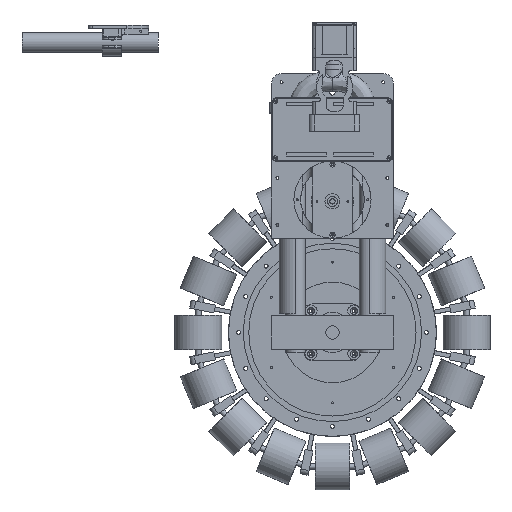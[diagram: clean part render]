
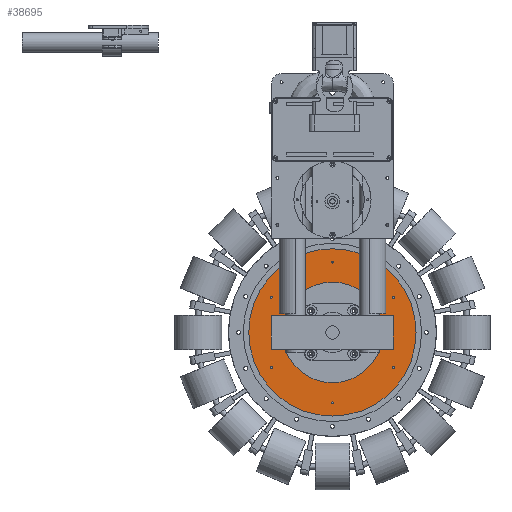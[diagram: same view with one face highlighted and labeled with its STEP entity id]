
A CAD part, left-side view. The second image highlights one B-rep face of the part: STEP entity #38695.
In plain terms, the highlighted planar face has unit normal (-1, 0, 0).
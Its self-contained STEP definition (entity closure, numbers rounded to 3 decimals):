
#895=FACE_BOUND('',#6521,.T.);
#896=FACE_BOUND('',#6522,.T.);
#897=FACE_BOUND('',#6523,.T.);
#898=FACE_BOUND('',#6524,.T.);
#899=FACE_BOUND('',#6525,.T.);
#900=FACE_BOUND('',#6526,.T.);
#901=FACE_BOUND('',#6527,.T.);
#2225=PLANE('',#42051);
#4086=FACE_OUTER_BOUND('',#6520,.T.);
#6520=EDGE_LOOP('',(#33845));
#6521=EDGE_LOOP('',(#33846));
#6522=EDGE_LOOP('',(#33847));
#6523=EDGE_LOOP('',(#33848));
#6524=EDGE_LOOP('',(#33849));
#6525=EDGE_LOOP('',(#33850));
#6526=EDGE_LOOP('',(#33851));
#6527=EDGE_LOOP('',(#33852));
#15710=CIRCLE('',#42043,75.);
#15712=CIRCLE('',#42046,1.5);
#15714=CIRCLE('',#42049,124.75);
#15716=CIRCLE('',#42052,1.5);
#15717=CIRCLE('',#42053,1.5);
#15718=CIRCLE('',#42054,1.5);
#15719=CIRCLE('',#42055,1.5);
#15720=CIRCLE('',#42056,1.5);
#19029=VERTEX_POINT('',#63519);
#19031=VERTEX_POINT('',#63525);
#19033=VERTEX_POINT('',#63531);
#19035=VERTEX_POINT('',#63537);
#19036=VERTEX_POINT('',#63539);
#19037=VERTEX_POINT('',#63541);
#19038=VERTEX_POINT('',#63543);
#19039=VERTEX_POINT('',#63545);
#24090=EDGE_CURVE('',#19029,#19029,#15710,.T.);
#24093=EDGE_CURVE('',#19031,#19031,#15712,.T.);
#24096=EDGE_CURVE('',#19033,#19033,#15714,.F.);
#24099=EDGE_CURVE('',#19035,#19035,#15716,.T.);
#24100=EDGE_CURVE('',#19036,#19036,#15717,.T.);
#24101=EDGE_CURVE('',#19037,#19037,#15718,.T.);
#24102=EDGE_CURVE('',#19038,#19038,#15719,.T.);
#24103=EDGE_CURVE('',#19039,#19039,#15720,.T.);
#33845=ORIENTED_EDGE('',*,*,#24096,.T.);
#33846=ORIENTED_EDGE('',*,*,#24090,.T.);
#33847=ORIENTED_EDGE('',*,*,#24099,.T.);
#33848=ORIENTED_EDGE('',*,*,#24100,.T.);
#33849=ORIENTED_EDGE('',*,*,#24101,.T.);
#33850=ORIENTED_EDGE('',*,*,#24102,.T.);
#33851=ORIENTED_EDGE('',*,*,#24103,.T.);
#33852=ORIENTED_EDGE('',*,*,#24093,.T.);
#38695=ADVANCED_FACE('',(#4086,#895,#896,#897,#898,#899,#900,#901),#2225,
 .T.);
#42043=AXIS2_PLACEMENT_3D('',#63520,#51378,#51379);
#42046=AXIS2_PLACEMENT_3D('',#63526,#51385,#51386);
#42049=AXIS2_PLACEMENT_3D('',#63532,#51392,#51393);
#42051=AXIS2_PLACEMENT_3D('',#63536,#51397,#51398);
#42052=AXIS2_PLACEMENT_3D('',#63538,#51399,#51400);
#42053=AXIS2_PLACEMENT_3D('',#63540,#51401,#51402);
#42054=AXIS2_PLACEMENT_3D('',#63542,#51403,#51404);
#42055=AXIS2_PLACEMENT_3D('',#63544,#51405,#51406);
#42056=AXIS2_PLACEMENT_3D('',#63546,#51407,#51408);
#51378=DIRECTION('center_axis',(1.,0.,0.));
#51379=DIRECTION('ref_axis',(0.,-1.,0.));
#51385=DIRECTION('center_axis',(1.,0.,0.));
#51386=DIRECTION('ref_axis',(0.,-1.,0.));
#51392=DIRECTION('center_axis',(1.,0.,0.));
#51393=DIRECTION('ref_axis',(0.,-1.,0.));
#51397=DIRECTION('center_axis',(-1.,0.,0.));
#51398=DIRECTION('ref_axis',(0.,-1.,0.));
#51399=DIRECTION('center_axis',(1.,0.,0.));
#51400=DIRECTION('ref_axis',(0.,-0.5,-0.866));
#51401=DIRECTION('center_axis',(1.,0.,0.));
#51402=DIRECTION('ref_axis',(0.,0.5,-0.866));
#51403=DIRECTION('center_axis',(1.,0.,0.));
#51404=DIRECTION('ref_axis',(0.,1.,0.));
#51405=DIRECTION('center_axis',(1.,0.,0.));
#51406=DIRECTION('ref_axis',(0.,0.5,0.866));
#51407=DIRECTION('center_axis',(1.,0.,0.));
#51408=DIRECTION('ref_axis',(0.,-0.5,0.866));
#63519=CARTESIAN_POINT('',(-59.,75.,0.));
#63520=CARTESIAN_POINT('Origin',(-59.,0.,0.));
#63525=CARTESIAN_POINT('',(-59.,1.5,105.));
#63526=CARTESIAN_POINT('Origin',(-59.,0.,105.));
#63531=CARTESIAN_POINT('',(-59.,124.75,0.));
#63532=CARTESIAN_POINT('Origin',(-59.,0.,0.));
#63536=CARTESIAN_POINT('Origin',(-59.,0.,0.));
#63537=CARTESIAN_POINT('',(-59.,-90.183,53.799));
#63538=CARTESIAN_POINT('Origin',(-59.,-90.933,52.5));
#63539=CARTESIAN_POINT('',(-59.,-91.683,-51.201));
#63540=CARTESIAN_POINT('Origin',(-59.,-90.933,-52.5));
#63541=CARTESIAN_POINT('',(-59.,-1.5,-105.));
#63542=CARTESIAN_POINT('Origin',(-59.,0.,-105.));
#63543=CARTESIAN_POINT('',(-59.,90.183,-53.799));
#63544=CARTESIAN_POINT('Origin',(-59.,90.933,-52.5));
#63545=CARTESIAN_POINT('',(-59.,91.683,51.201));
#63546=CARTESIAN_POINT('Origin',(-59.,90.933,52.5));
